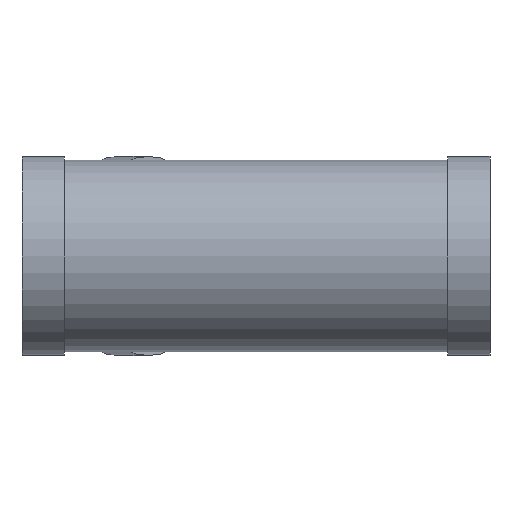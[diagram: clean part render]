
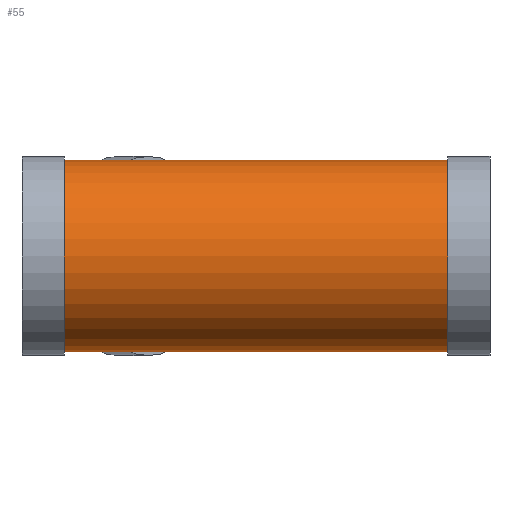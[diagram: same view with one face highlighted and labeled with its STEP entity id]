
A CAD part, front view. The second image highlights one B-rep face of the part: STEP entity #55.
In plain terms, the highlighted cylindrical face has radius 100 mm (diameter 200 mm), a full revolution.
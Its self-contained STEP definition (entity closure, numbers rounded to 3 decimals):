
#55 = ADVANCED_FACE( '', ( #122, #123, #124 ), #125, .T. );
#122 = FACE_OUTER_BOUND( '', #207, .T. );
#123 = FACE_BOUND( '', #208, .T. );
#124 = FACE_OUTER_BOUND( '', #209, .T. );
#125 = CYLINDRICAL_SURFACE( '', #210, 100. );
#207 = EDGE_LOOP( '', ( #298 ) );
#208 = EDGE_LOOP( '', ( #299, #300 ) );
#209 = EDGE_LOOP( '', ( #301 ) );
#210 = AXIS2_PLACEMENT_3D( '', #302, #303, #304 );
#298 = ORIENTED_EDGE( '', *, *, #397, .T. );
#299 = ORIENTED_EDGE( '', *, *, #398, .F. );
#300 = ORIENTED_EDGE( '', *, *, #399, .F. );
#301 = ORIENTED_EDGE( '', *, *, #400, .F. );
#302 = CARTESIAN_POINT( '', ( 244.5, 0., 0. ) );
#303 = DIRECTION( '', ( -1., 0., 0. ) );
#304 = DIRECTION( '', ( 0., 0., -1. ) );
#397 = EDGE_CURVE( '', #447, #447, #448, .T. );
#398 = EDGE_CURVE( '', #449, #450, #451, .F. );
#399 = EDGE_CURVE( '', #450, #449, #452, .F. );
#400 = EDGE_CURVE( '', #453, #453, #454, .T. );
#447 = VERTEX_POINT( '', #510 );
#448 = CIRCLE( '', #511, 100. );
#449 = VERTEX_POINT( '', #512 );
#450 = VERTEX_POINT( '', #513 );
#451 = ELLIPSE( '', #514, 261.313, 100. );
#452 = ELLIPSE( '', #515, 108.239, 100. );
#453 = VERTEX_POINT( '', #516 );
#454 = CIRCLE( '', #517, 100. );
#510 = CARTESIAN_POINT( '', ( -200.5, 0., -100. ) );
#511 = AXIS2_PLACEMENT_3D( '', #575, #576, #577 );
#512 = CARTESIAN_POINT( '', ( 100., 0., -100. ) );
#513 = CARTESIAN_POINT( '', ( 100., 0., 100. ) );
#514 = AXIS2_PLACEMENT_3D( '', #578, #579, #580 );
#515 = AXIS2_PLACEMENT_3D( '', #581, #582, #583 );
#516 = CARTESIAN_POINT( '', ( 200.5, 0., -100. ) );
#517 = AXIS2_PLACEMENT_3D( '', #584, #585, #586 );
#575 = CARTESIAN_POINT( '', ( -200.5, 0., 0. ) );
#576 = DIRECTION( '', ( 1., 0., 0. ) );
#577 = DIRECTION( '', ( 0., 0., -1. ) );
#578 = CARTESIAN_POINT( '', ( 100., 0., 0. ) );
#579 = DIRECTION( '', ( -0.383, -0.924, 0. ) );
#580 = DIRECTION( '', ( 0.924, -0.383, 0. ) );
#581 = CARTESIAN_POINT( '', ( 100., 0., 0. ) );
#582 = DIRECTION( '', ( 0.924, -0.383, 0. ) );
#583 = DIRECTION( '', ( -0.383, -0.924, 0. ) );
#584 = CARTESIAN_POINT( '', ( 200.5, 0., 0. ) );
#585 = DIRECTION( '', ( 1., 0., 0. ) );
#586 = DIRECTION( '', ( 0., 0., -1. ) );
